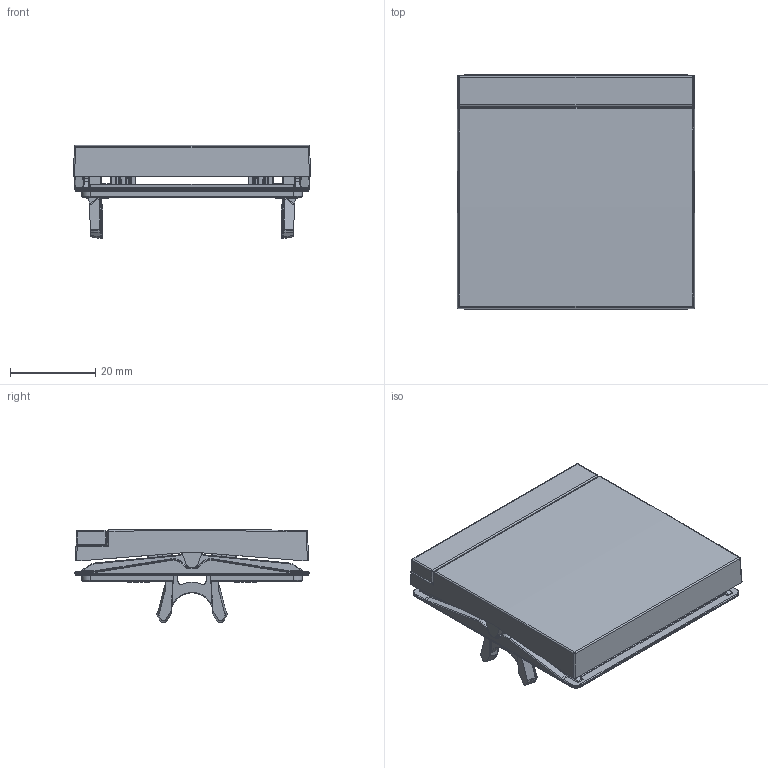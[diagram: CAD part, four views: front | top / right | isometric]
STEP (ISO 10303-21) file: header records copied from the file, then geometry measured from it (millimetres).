
FILE_DESCRIPTION((''),'2;1');
FILE_NAME('WAW1100_GEN_ASM','2025-03-12T16:11:23',('colosir'),(''),'CREO PARAMETRIC BY PTC INC, 2023154','CREO PARAMETRIC BY PTC INC, 2023154','');
FILE_SCHEMA(('AUTOMOTIVE_DESIGN { 1 0 10303 214 1 1 1 1 }'));
Length unit declared in the file: millimetre
Products named in the file (6): W4G0191_18; W1D1222_GEN; W1A2259_GEN; W1Z0182_00; W1A2362_GEN; WAW1100_GEN_ASM
Assembly tree (5 placements, depth 2):
  WAW1100_GEN_ASM
    W4G0191_18
    W1D1222_GEN
    W1A2259_GEN
    W1Z0182_00
    W1A2362_GEN
Bounding box: 55.6 x 54.8 x 21.8 mm (x, y, z)
Volume: 13287 mm3; surface area: 15892.2 mm2
Topology: 4 solids, 4 shells, 2681 faces, 7044 edges, 4432 vertices
Faces by surface type: plane 1399, cylinder 508, bspline 368, extrusion 174, torus 88, sphere 74, cone 70
Entity records: 102564 total; most frequent: CARTESIAN_POINT 39901, ORIENTED_EDGE 14044, DIRECTION 11154, EDGE_CURVE 7022, VECTOR 4742, LINE 4568, VERTEX_POINT 4432, AXIS2_PLACEMENT_3D 3206
